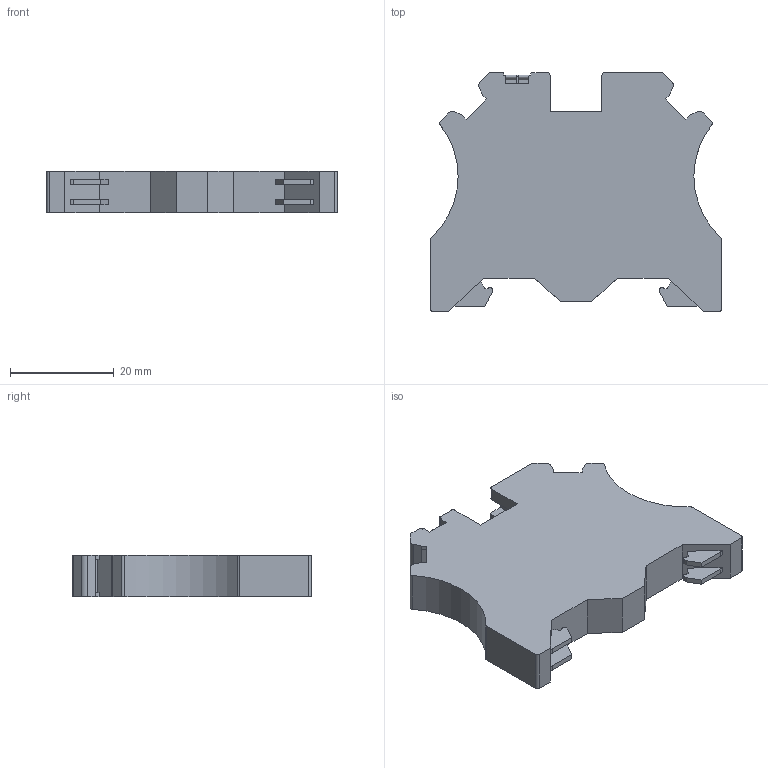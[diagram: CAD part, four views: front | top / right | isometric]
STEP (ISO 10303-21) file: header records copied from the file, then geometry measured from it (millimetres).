
FILE_DESCRIPTION((''),'2;1');
FILE_NAME('5YB100023_ASM','2021-11-24T',('Administrator'),(''),'PRO/ENGINEER BY PARAMETRIC TECHNOLOGY CORPORATION, 2013230','PRO/ENGINEER BY PARAMETRIC TECHNOLOGY CORPORATION, 2013230','');
FILE_SCHEMA(('AUTOMOTIVE_DESIGN { 1 0 10303 214 1 1 1 1 }'));
Length unit declared in the file: millimetre
Products named in the file (1): 5YB100023_ASM
Bounding box: 56 x 46 x 8 mm (x, y, z)
Volume: 14308.1 mm3; surface area: 7960.9 mm2
Topology: 1 solids, 14 shells, 466 faces, 1271 edges, 844 vertices
Faces by surface type: plane 270, cylinder 164, bspline 20, torus 12
Entity records: 19731 total; most frequent: CARTESIAN_POINT 7004, ORIENTED_EDGE 2542, DIRECTION 2337, EDGE_CURVE 1271, VERTEX_POINT 844, VECTOR 831, LINE 831, AXIS2_PLACEMENT_3D 753
